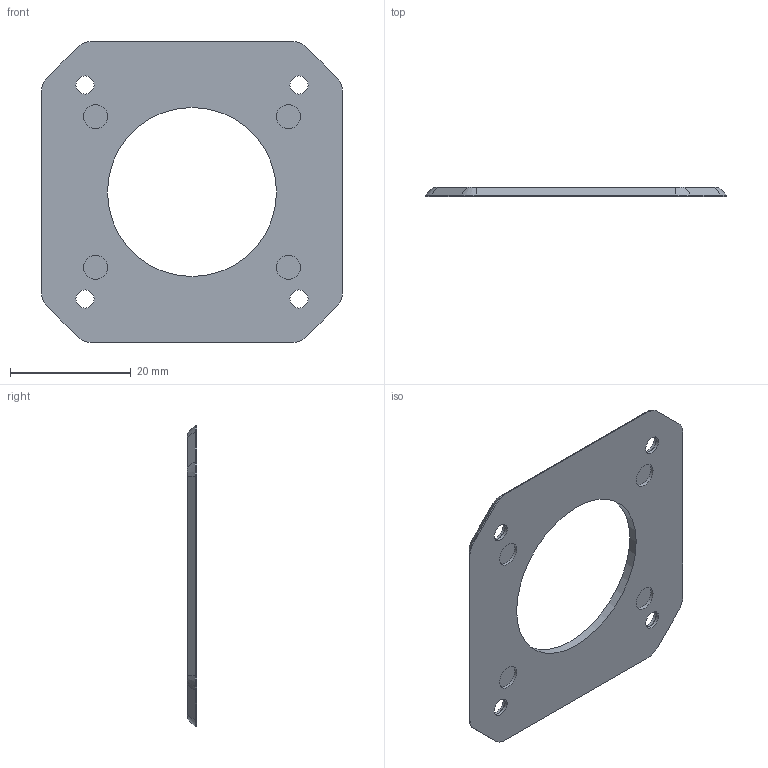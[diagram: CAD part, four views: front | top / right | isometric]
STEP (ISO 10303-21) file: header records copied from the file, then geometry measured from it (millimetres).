
FILE_DESCRIPTION(/* description */ (''),/* implementation_level */ '2;1');
FILE_NAME(/* name */ 'Front Cover STEP.step',/* time_stamp */ '2026-01-08T14:22:04+02:00',/* author */ (''),/* organization */ (''),/* preprocessor_version */ 'ST-DEVELOPER v20.1',/* originating_system */ 'Autodesk Translation Framework v14.17.0.0',/* authorisation */ '');
FILE_SCHEMA (('AUTOMOTIVE_DESIGN { 1 0 10303 214 3 1 1 }'));
Length unit declared in the file: millimetre
Products named in the file (1): FusionComponent
Bounding box: 50 x 1.5 x 50 mm (x, y, z)
Volume: 2434.2 mm3; surface area: 3850.1 mm2
Topology: 1 solids, 1 shells, 59 faces, 127 edges, 78 vertices
Faces by surface type: plane 26, cylinder 17, cone 16
Full cylindrical faces by diameter (mm): 3 x4, 4 x4, 28.06 x1
Entity records: 1678 total; most frequent: DIRECTION 301, CARTESIAN_POINT 265, ORIENTED_EDGE 254, EDGE_CURVE 127, AXIS2_PLACEMENT_3D 114, VERTEX_POINT 78, EDGE_LOOP 77, LINE 73
